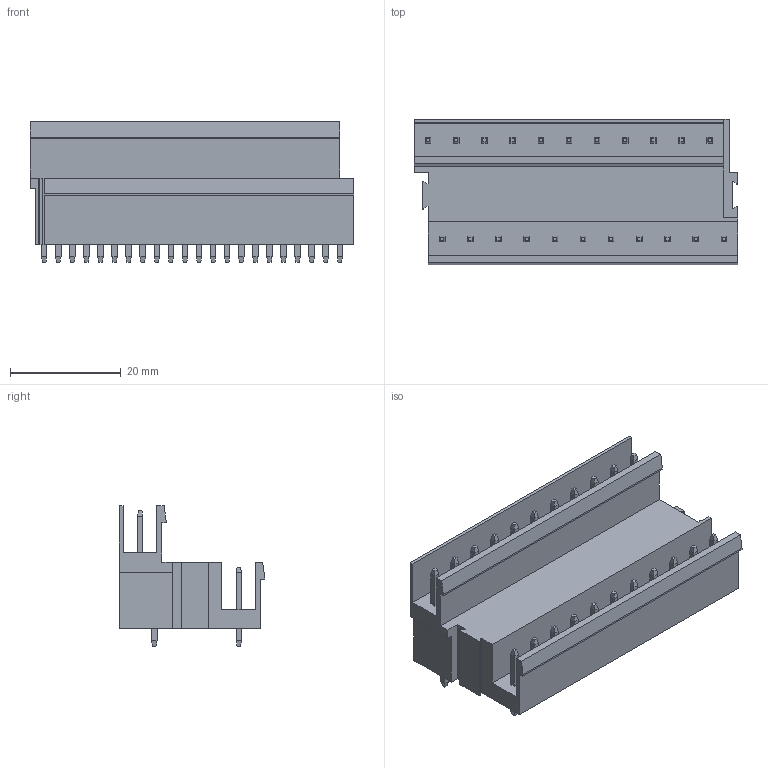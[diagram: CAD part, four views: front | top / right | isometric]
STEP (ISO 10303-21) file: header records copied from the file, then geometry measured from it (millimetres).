
FILE_DESCRIPTION(('CATIA V5 STEP Exchange','CAx-IF Rec.Pracs.--- Model Styling and Organization---1.2---2011-12-15'),'2;1');
FILE_NAME ('D1454961_0_1725740000_1725740000.stp','2018-11-10T04:54:00+00:00',('none'),('Weidmueller'),'CATIA Version 5-6 Release 2014','CATIA V5 STEP AP214','none');
FILE_SCHEMA(('AUTOMOTIVE_DESIGN { 1 0 10303 214 1 1 1 1 }'));
Length unit declared in the file: millimetre
Products named in the file (1): 1725740000
Bounding box: 58.42 x 26.28 x 25.36 mm (x, y, z)
Volume: 16069.5 mm3; surface area: 10528.1 mm2
Topology: 23 solids, 23 shells, 619 faces, 1543 edges, 970 vertices
Faces by surface type: plane 531, cylinder 88
Entity records: 16034 total; most frequent: ORIENTED_EDGE 3086, CARTESIAN_POINT 2939, DIRECTION 1865, EDGE_CURVE 1543, VECTOR 1191, LINE 1191, VERTEX_POINT 970, EDGE_LOOP 663
